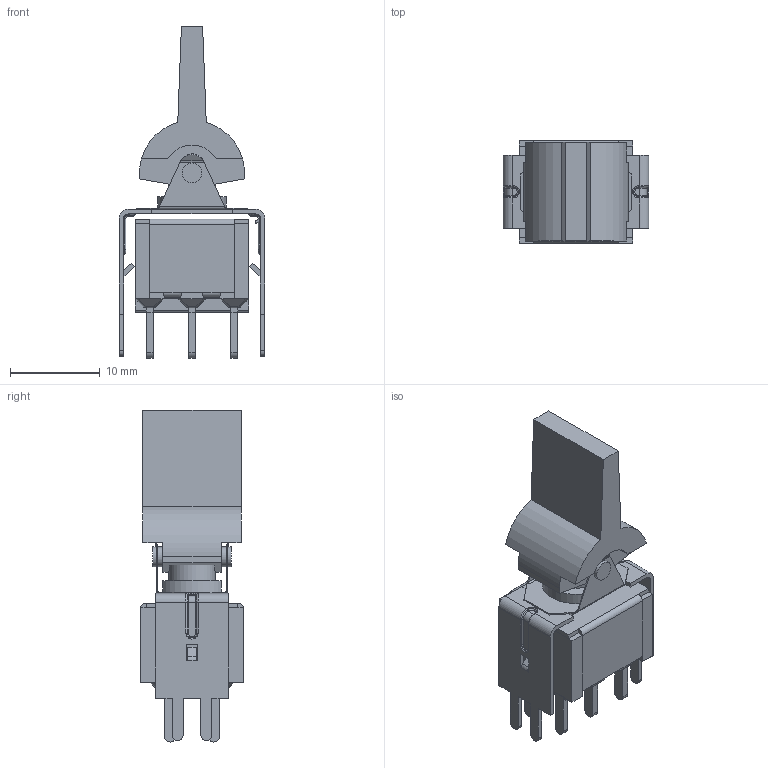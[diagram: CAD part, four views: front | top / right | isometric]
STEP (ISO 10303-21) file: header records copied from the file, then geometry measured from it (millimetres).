
FILE_DESCRIPTION(/* description */ (''),/* implementation_level */ '2;1');
FILE_NAME(/* name */ '300DPxJ6xxxVS2xE.stp',/* time_stamp */ '2025-05-07T10:55:07-05:00',/* author */ ('mroman'),/* organization */ (''),/* preprocessor_version */ 'ST-DEVELOPER v18.1',/* originating_system */ 'Autodesk Inventor 2022',/* authorisation */ '');
FILE_SCHEMA (('AUTOMOTIVE_DESIGN { 1 0 10303 214 3 1 1 }'));
Length unit declared in the file: inch
Products named in the file (1): 300DPxJ6xxxVS2xE
Bounding box: 16.26 x 11.43 x 37 mm (x, y, z)
Volume: 1638.6 mm3; surface area: 3622.5 mm2
Topology: 2 solids, 4 shells, 606 faces, 1582 edges, 976 vertices
Faces by surface type: plane 393, cylinder 156, torus 33, sphere 24
Full cylindrical faces by diameter (mm): 2.2 x4, 3.2 x1, 5.2 x1
Entity records: 18345 total; most frequent: CARTESIAN_POINT 3322, DIRECTION 3143, ORIENTED_EDGE 3112, EDGE_CURVE 1556, LINE 1161, VECTOR 1161, AXIS2_PLACEMENT_3D 991, VERTEX_POINT 976
